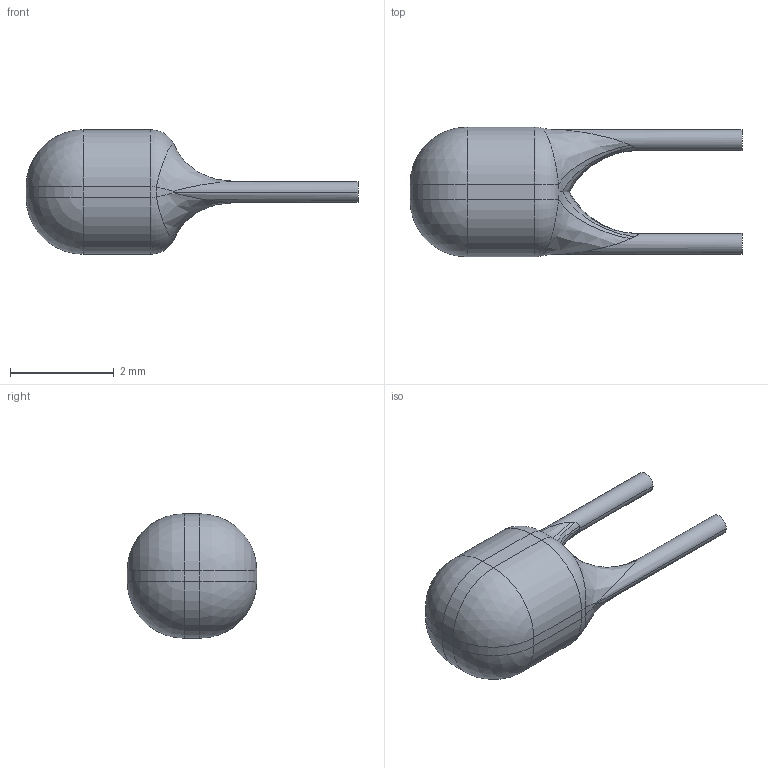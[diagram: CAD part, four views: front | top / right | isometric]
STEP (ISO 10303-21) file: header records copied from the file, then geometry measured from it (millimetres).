
FILE_DESCRIPTION (( 'STEP AP203' ), '1' );
FILE_NAME ('KLS6-MF52-A1-472F-3950.STEP', '2022-02-27T13:57:55', ( '' ), ( '' ), 'SwSTEP 2.0', 'SolidWorks 2019', '' );
FILE_SCHEMA (( 'CONFIG_CONTROL_DESIGN' ));
Length unit declared in the file: millimetre
Products named in the file (1): KLS6-MF52-A1-472F-3950
Bounding box: 6.4 x 2.5 x 2.4 mm (x, y, z)
Volume: 14.2 mm3; surface area: 36.5 mm2
Topology: 1 solids, 1 shells, 48 faces, 109 edges, 59 vertices
Faces by surface type: cylinder 16, bspline 14, torus 7, plane 7, sphere 4
Entity records: 1822 total; most frequent: CARTESIAN_POINT 784, ORIENTED_EDGE 210, DIRECTION 192, EDGE_CURVE 105, AXIS2_PLACEMENT_3D 84, VERTEX_POINT 59, CIRCLE 49, FACE_OUTER_BOUND 48
